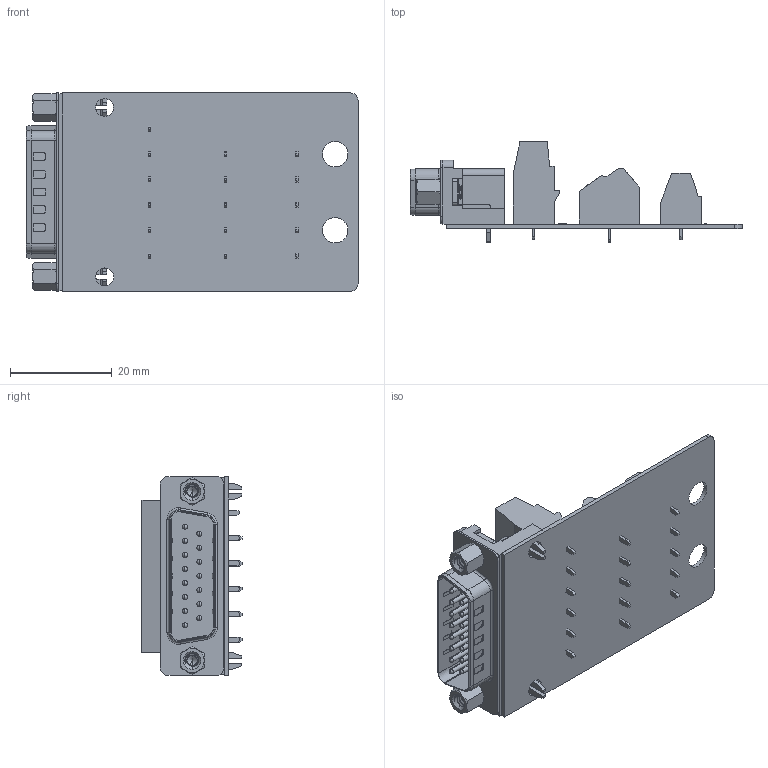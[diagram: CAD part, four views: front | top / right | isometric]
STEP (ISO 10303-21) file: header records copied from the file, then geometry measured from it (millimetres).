
FILE_DESCRIPTION (( 'STEP AP214' ), '1' );
FILE_NAME ('FMCN45978_3D.step', '2023-10-04T16:30:23', ( '' ), ( '' ), 'SwSTEP 2.0', 'SolidWorks 2022', '' );
FILE_SCHEMA (( 'AUTOMOTIVE_DESIGN' ));
Length unit declared in the file: millimetre
Products named in the file (9): FMCN45978_3D; Copy of DGB FIELD TERM HEX SCREW^FMCN45978; Copy of ETB21 5 POS^FMCN45978; Copy of ETB22 6 POS^FMCN45978; Copy of DGB15MT1-MA2^FMCN45978; Copy of ETB20 5 POS^FMCN45978; Copy of DGB15MT1-MA1^FMCN45978; Copy of 3AA02-010^FMCN45978; Copy of DGB15MT1-MA3^FMCN45978_默认
Assembly tree (10 placements, depth 2):
  FMCN45978_3D
    Copy of DGB15MT1-MA1^FMCN45978
    Copy of DGB15MT1-MA2^FMCN45978
    Copy of DGB FIELD TERM HEX SCREW^FMCN45978  x2
    Copy of 3AA02-010^FMCN45978  x2
    Copy of DGB15MT1-MA3^FMCN45978_默认
    Copy of ETB22 6 POS^FMCN45978
    Copy of ETB21 5 POS^FMCN45978
    Copy of ETB20 5 POS^FMCN45978
Bounding box: 65.4 x 19.71 x 39.2 mm (x, y, z)
Volume: 14108.8 mm3; surface area: 14891.1 mm2
Topology: 10 solids, 10 shells, 1268 faces, 3367 edges, 2184 vertices
Faces by surface type: plane 766, cylinder 237, bspline 147, cone 49, torus 39, sphere 30
Entity records: 53429 total; most frequent: CARTESIAN_POINT 17111, ORIENTED_EDGE 6154, DIRECTION 5223, EDGE_CURVE 3077, VECTOR 2207, LINE 2207, VERTEX_POINT 2015, AXIS2_PLACEMENT_3D 1508
